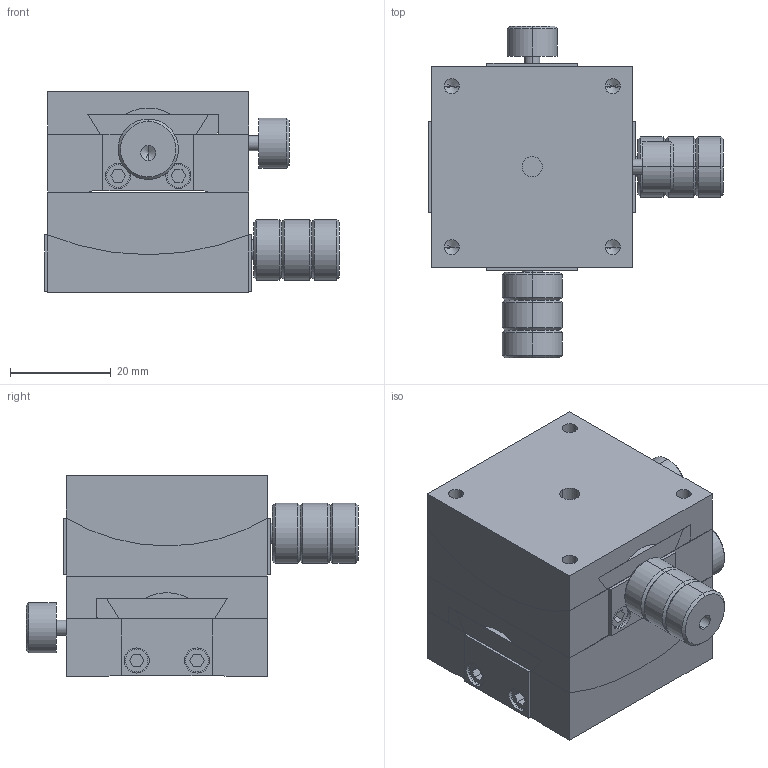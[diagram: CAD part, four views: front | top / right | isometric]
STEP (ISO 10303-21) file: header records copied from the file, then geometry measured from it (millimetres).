
FILE_DESCRIPTION (( 'STEP AP203' ), '1' );
FILE_NAME ('MYG4-25CS.STEP', '2008-08-02T12:00:43', ( '陳志豪' ), ( '高明鐵企業股份有限公司' ), 'SwSTEP 2.0', 'SolidWorks 2007', '' );
FILE_SCHEMA (( 'CONFIG_CONTROL_DESIGN' ));
Length unit declared in the file: millimetre
Products named in the file (1): MYG4-25CS
Bounding box: 58.6 x 66 x 40 mm (x, y, z)
Volume: 66194.1 mm3; surface area: 36690 mm2
Topology: 24 solids, 24 shells, 773 faces, 1922 edges, 1250 vertices
Faces by surface type: plane 415, cylinder 203, bspline 107, cone 48
Entity records: 29149 total; most frequent: CARTESIAN_POINT 11085, ORIENTED_EDGE 3804, DIRECTION 3422, EDGE_CURVE 1902, VECTOR 1256, LINE 1256, VERTEX_POINT 1250, AXIS2_PLACEMENT_3D 1083
